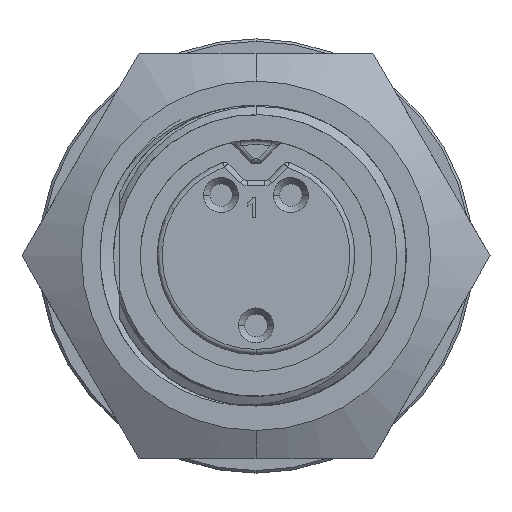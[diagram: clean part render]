
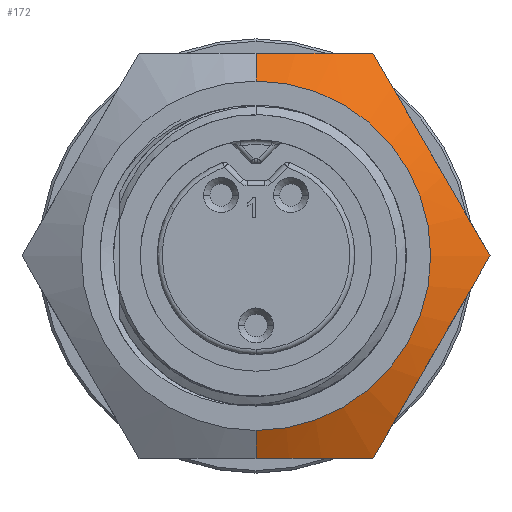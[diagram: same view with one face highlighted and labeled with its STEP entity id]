
A CAD part, top view. The second image highlights one B-rep face of the part: STEP entity #172.
In plain terms, the highlighted conical face has half-angle 61.689 degrees and reference radius 11.926 mm.
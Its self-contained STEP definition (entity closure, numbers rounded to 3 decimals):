
#151 = CARTESIAN_POINT ( 'NONE',  ( 9.179, 4.726, 7.311 ) ) ;
#172 = ADVANCED_FACE ( 'NONE', ( #11889 ), #1527, .T. ) ;
#635 = CIRCLE ( 'NONE', #2047, 8.89 ) ;
#878 = CARTESIAN_POINT ( 'NONE',  ( 5.954, -10.312, 6.452 ) ) ;
#1527 = CONICAL_SURFACE ( 'NONE', #11640, 11.926, 1.077 ) ;
#1589 = ORIENTED_EDGE ( 'NONE', *, *, #3123, .F. ) ;
#1772 = CARTESIAN_POINT ( 'NONE',  ( 0., -8.89, 8.077 ) ) ;
#1836 = CARTESIAN_POINT ( 'NONE',  ( 9.934, 3.418, 7.213 ) ) ;
#1891 = ORIENTED_EDGE ( 'NONE', *, *, #4421, .F. ) ;
#2047 = AXIS2_PLACEMENT_3D ( 'NONE', #9848, #21427, #11508 ) ;
#2368 = CARTESIAN_POINT ( 'NONE',  ( 0., 8.89, 8.077 ) ) ;
#2812 = DIRECTION ( 'NONE',  ( 0., 1., 0. ) ) ;
#3123 = EDGE_CURVE ( 'NONE', #8910, #3997, #12150, .T. ) ;
#3246 = EDGE_CURVE ( 'NONE', #5162, #8026, #16810, .T. ) ;
#3334 = ORIENTED_EDGE ( 'NONE', *, *, #3246, .T. ) ;
#3391 = VERTEX_POINT ( 'NONE', #2368 ) ;
#3519 = CARTESIAN_POINT ( 'NONE',  ( 10.929, 1.696, 6.931 ) ) ;
#3681 = CARTESIAN_POINT ( 'NONE',  ( 4.978, -10.312, 6.715 ) ) ;
#3997 = VERTEX_POINT ( 'NONE', #11644 ) ;
#4184 = CARTESIAN_POINT ( 'NONE',  ( 11.908, 0., 6.452 ) ) ;
#4315 = ORIENTED_EDGE ( 'NONE', *, *, #15199, .F. ) ;
#4421 = EDGE_CURVE ( 'NONE', #11004, #10590, #4927, .T. ) ;
#4892 = DIRECTION ( 'NONE',  ( 0., -0.88, -0.474 ) ) ;
#4927 = B_SPLINE_CURVE_WITH_KNOTS ( 'NONE', 3,
 ( #4184, #14085, #12424, #15727, #5847, #17394, #7502, #19074, #9162, #20735, #10834, #878 ),
 .UNSPECIFIED., .F., .F.,
 ( 4, 2, 2, 2, 2, 4 ),
 ( 0., 0.003, 0.006, 0.008, 0.009, 0.012 ),
 .UNSPECIFIED. ) ;
#5125 = CARTESIAN_POINT ( 'NONE',  ( 6.441, 9.468, 6.714 ) ) ;
#5162 = VERTEX_POINT ( 'NONE', #1772 ) ;
#5178 = CARTESIAN_POINT ( 'NONE',  ( 5.954, -10.312, 6.452 ) ) ;
#5196 = CARTESIAN_POINT ( 'NONE',  ( 11.908, 0., 6.452 ) ) ;
#5428 = CARTESIAN_POINT ( 'NONE',  ( 2.012, -10.312, 7.229 ) ) ;
#5847 = CARTESIAN_POINT ( 'NONE',  ( 9.44, -4.274, 7.311 ) ) ;
#6005 = CARTESIAN_POINT ( 'NONE',  ( 0., 10.312, 7.311 ) ) ;
#6151 = DIRECTION ( 'NONE',  ( 0., 0., -1. ) ) ;
#6327 = CARTESIAN_POINT ( 'NONE',  ( 0., 10.312, 7.311 ) ) ;
#6473 = EDGE_LOOP ( 'NONE', ( #19409, #3334, #4315, #1891, #9724, #1589, #12796 ) ) ;
#6541 = CARTESIAN_POINT ( 'NONE',  ( 0., -11.926, 6.442 ) ) ;
#7083 = CARTESIAN_POINT ( 'NONE',  ( 0., -10.312, 7.311 ) ) ;
#7502 = CARTESIAN_POINT ( 'NONE',  ( 8.429, -6.025, 7.291 ) ) ;
#7530 = DIRECTION ( 'NONE',  ( 0., 0.88, -0.474 ) ) ;
#7993 = CARTESIAN_POINT ( 'NONE',  ( 2.013, 10.312, 7.212 ) ) ;
#8026 = VERTEX_POINT ( 'NONE', #20869 ) ;
#8368 = CARTESIAN_POINT ( 'NONE',  ( 5.954, 10.312, 6.452 ) ) ;
#8437 = CARTESIAN_POINT ( 'NONE',  ( 6.932, 8.619, 6.93 ) ) ;
#8910 = VERTEX_POINT ( 'NONE', #6005 ) ;
#9162 = CARTESIAN_POINT ( 'NONE',  ( 7.678, -7.326, 7.155 ) ) ;
#9190 = CARTESIAN_POINT ( 'NONE',  ( 11.908, 0., 6.452 ) ) ;
#9656 = CARTESIAN_POINT ( 'NONE',  ( 3.998, 10.312, 6.93 ) ) ;
#9724 = ORIENTED_EDGE ( 'NONE', *, *, #17839, .F. ) ;
#9848 = CARTESIAN_POINT ( 'NONE',  ( 0., 0., 8.077 ) ) ;
#10103 = CARTESIAN_POINT ( 'NONE',  ( 8.421, 6.039, 7.311 ) ) ;
#10590 = VERTEX_POINT ( 'NONE', #5178 ) ;
#10751 = LINE ( 'NONE', #17423, #19025 ) ;
#10834 = CARTESIAN_POINT ( 'NONE',  ( 6.442, -9.467, 6.714 ) ) ;
#11004 = VERTEX_POINT ( 'NONE', #9190 ) ;
#11321 = CARTESIAN_POINT ( 'NONE',  ( 5.954, 10.312, 6.452 ) ) ;
#11508 = DIRECTION ( 'NONE',  ( 0., 1., 0. ) ) ;
#11640 = AXIS2_PLACEMENT_3D ( 'NONE', #14392, #6151, #2812 ) ;
#11644 = CARTESIAN_POINT ( 'NONE',  ( 5.954, 10.312, 6.452 ) ) ;
#11759 = CARTESIAN_POINT ( 'NONE',  ( 9.432, 4.288, 7.291 ) ) ;
#11889 = FACE_OUTER_BOUND ( 'NONE', #6473, .T. ) ;
#12150 = B_SPLINE_CURVE_WITH_KNOTS ( 'NONE', 3,
 ( #6327, #14492, #16079, #7993, #19562, #9656, #21230, #11321 ),
 .UNSPECIFIED., .F., .F.,
 ( 4, 2, 2, 4 ),
 ( 0.006, 0.008, 0.009, 0.012 ),
 .UNSPECIFIED. ) ;
#12424 = CARTESIAN_POINT ( 'NONE',  ( 10.93, -1.694, 6.93 ) ) ;
#12796 = ORIENTED_EDGE ( 'NONE', *, *, #15453, .F. ) ;
#13432 = CARTESIAN_POINT ( 'NONE',  ( 10.184, 2.986, 7.155 ) ) ;
#14085 = CARTESIAN_POINT ( 'NONE',  ( 11.42, -0.844, 6.714 ) ) ;
#14392 = CARTESIAN_POINT ( 'NONE',  ( 0., 0., 6.442 ) ) ;
#14492 = CARTESIAN_POINT ( 'NONE',  ( 0.504, 10.312, 7.311 ) ) ;
#15076 = CARTESIAN_POINT ( 'NONE',  ( 11.42, 0.845, 6.714 ) ) ;
#15089 = CARTESIAN_POINT ( 'NONE',  ( 5.954, -10.312, 6.452 ) ) ;
#15199 = EDGE_CURVE ( 'NONE', #10590, #8026, #19749, .T. ) ;
#15310 = CARTESIAN_POINT ( 'NONE',  ( 3.995, -10.312, 6.931 ) ) ;
#15453 = EDGE_CURVE ( 'NONE', #3391, #8910, #10751, .T. ) ;
#15706 = EDGE_CURVE ( 'NONE', #5162, #3391, #635, .T. ) ;
#15727 = CARTESIAN_POINT ( 'NONE',  ( 9.94, -3.408, 7.229 ) ) ;
#16079 = CARTESIAN_POINT ( 'NONE',  ( 1.01, 10.312, 7.291 ) ) ;
#16810 = LINE ( 'NONE', #6541, #17832 ) ;
#16989 = CARTESIAN_POINT ( 'NONE',  ( 1.012, -10.312, 7.311 ) ) ;
#17394 = CARTESIAN_POINT ( 'NONE',  ( 8.683, -5.586, 7.311 ) ) ;
#17423 = CARTESIAN_POINT ( 'NONE',  ( 0., 11.926, 6.442 ) ) ;
#17832 = VECTOR ( 'NONE', #4892, 1000. ) ;
#17839 = EDGE_CURVE ( 'NONE', #3997, #11004, #17873, .T. ) ;
#17873 = B_SPLINE_CURVE_WITH_KNOTS ( 'NONE', 3,
 ( #8368, #5125, #8437, #19996, #10103, #151, #11759, #1836, #13432, #3519, #15076, #5196 ),
 .UNSPECIFIED., .F., .F.,
 ( 4, 2, 2, 2, 2, 4 ),
 ( 0., 0.003, 0.006, 0.008, 0.009, 0.012 ),
 .UNSPECIFIED. ) ;
#19025 = VECTOR ( 'NONE', #7530, 1000. ) ;
#19074 = CARTESIAN_POINT ( 'NONE',  ( 7.927, -6.894, 7.213 ) ) ;
#19409 = ORIENTED_EDGE ( 'NONE', *, *, #15706, .F. ) ;
#19562 = CARTESIAN_POINT ( 'NONE',  ( 2.511, 10.312, 7.154 ) ) ;
#19749 = B_SPLINE_CURVE_WITH_KNOTS ( 'NONE', 3,
 ( #15089, #3681, #15310, #5428, #16989, #7083 ),
 .UNSPECIFIED., .F., .F.,
 ( 4, 2, 4 ),
 ( 0., 0.003, 0.006 ),
 .UNSPECIFIED. ) ;
#19996 = CARTESIAN_POINT ( 'NONE',  ( 7.922, 6.904, 7.229 ) ) ;
#20735 = CARTESIAN_POINT ( 'NONE',  ( 6.933, -8.616, 6.931 ) ) ;
#20869 = CARTESIAN_POINT ( 'NONE',  ( 0., -10.312, 7.311 ) ) ;
#21230 = CARTESIAN_POINT ( 'NONE',  ( 4.98, 10.312, 6.714 ) ) ;
#21427 = DIRECTION ( 'NONE',  ( 0., 0., 1. ) ) ;
